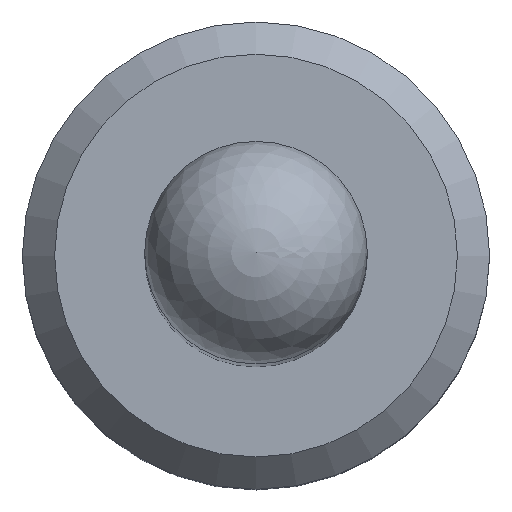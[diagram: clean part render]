
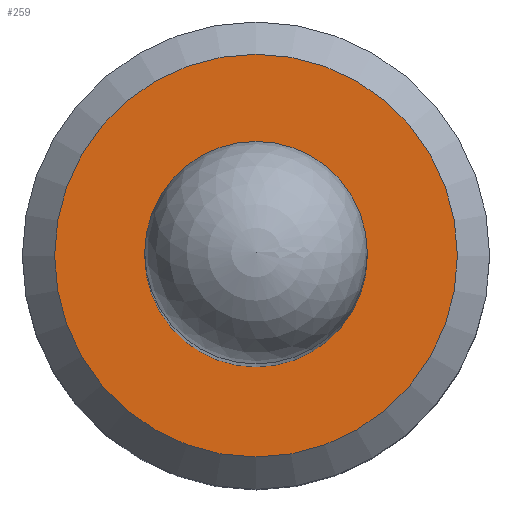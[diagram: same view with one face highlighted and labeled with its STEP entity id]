
A CAD part, top view. The second image highlights one B-rep face of the part: STEP entity #259.
In plain terms, the highlighted planar face has unit normal (0, 0, 1).
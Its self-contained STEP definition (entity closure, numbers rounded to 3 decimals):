
#17=FACE_BOUND('',#61,.T.);
#20=PLANE('',#311);
#45=FACE_OUTER_BOUND('',#60,.T.);
#60=EDGE_LOOP('',(#234));
#61=EDGE_LOOP('',(#235));
#104=CIRCLE('',#310,0.905);
#105=CIRCLE('',#312,0.5);
#130=VERTEX_POINT('',#547);
#131=VERTEX_POINT('',#551);
#166=EDGE_CURVE('',#130,#130,#104,.T.);
#167=EDGE_CURVE('',#131,#131,#105,.T.);
#234=ORIENTED_EDGE('',*,*,#166,.F.);
#235=ORIENTED_EDGE('',*,*,#167,.F.);
#259=ADVANCED_FACE('',(#45,#17),#20,.T.);
#310=AXIS2_PLACEMENT_3D('',#549,#379,#380);
#311=AXIS2_PLACEMENT_3D('',#550,#381,#382);
#312=AXIS2_PLACEMENT_3D('',#552,#383,#384);
#379=DIRECTION('center_axis',(0.,0.,-1.));
#380=DIRECTION('ref_axis',(-1.,0.,0.));
#381=DIRECTION('center_axis',(0.,0.,1.));
#382=DIRECTION('ref_axis',(-1.,0.,0.));
#383=DIRECTION('center_axis',(0.,0.,1.));
#384=DIRECTION('ref_axis',(-1.,0.,0.));
#547=CARTESIAN_POINT('',(-0.905,0.,-0.696));
#549=CARTESIAN_POINT('Origin',(0.,0.,-0.696));
#550=CARTESIAN_POINT('Origin',(0.,0.,-0.696));
#551=CARTESIAN_POINT('',(0.5,0.,-0.696));
#552=CARTESIAN_POINT('Origin',(0.,0.,-0.696));
